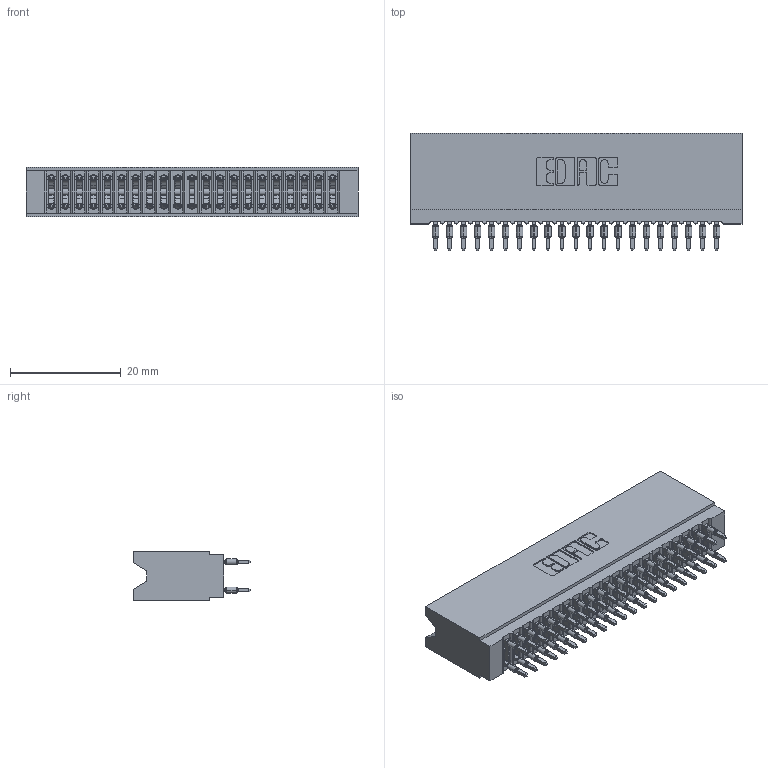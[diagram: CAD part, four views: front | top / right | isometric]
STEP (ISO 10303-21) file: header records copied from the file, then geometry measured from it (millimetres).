
FILE_DESCRIPTION (( 'STEP AP203' ), '1' );
FILE_NAME ('745-042-525-206.STEP', '2020-09-12T00:52:51', ( '' ), ( '' ), 'SwSTEP 2.0', 'SolidWorks 2020', '' );
FILE_SCHEMA (( 'CONFIG_CONTROL_DESIGN' ));
Length unit declared in the file: inch
Products named in the file (3): 745 Part_Insulator Option - 06; 745-042-525-206; 745-292-001_525
Assembly tree (43 placements, depth 2):
  745-042-525-206
    745 Part_Insulator Option - 06
    745-292-001_525  x42
Bounding box: 59.94 x 21.22 x 8.89 mm (x, y, z)
Volume: 5491.3 mm3; surface area: 10665.7 mm2
Topology: 43 solids, 43 shells, 3855 faces, 10361 edges, 6514 vertices
Faces by surface type: plane 1988, bspline 840, cylinder 775, torus 252
Entity records: 38247 total; most frequent: CARTESIAN_POINT 7142, ORIENTED_EDGE 6536, DIRECTION 5728, EDGE_CURVE 3268, VECTOR 2960, LINE 2960, VERTEX_POINT 2086, AXIS2_PLACEMENT_3D 1384
